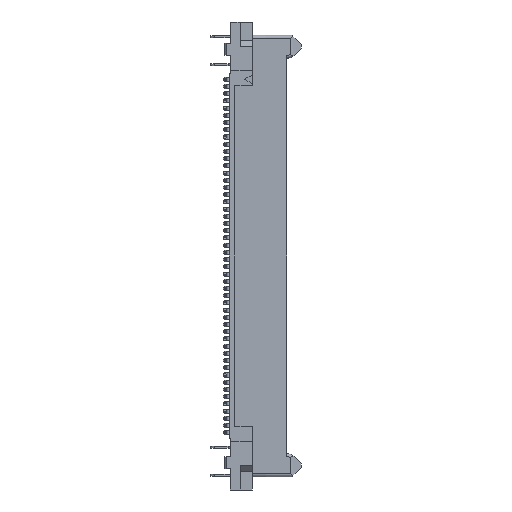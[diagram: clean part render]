
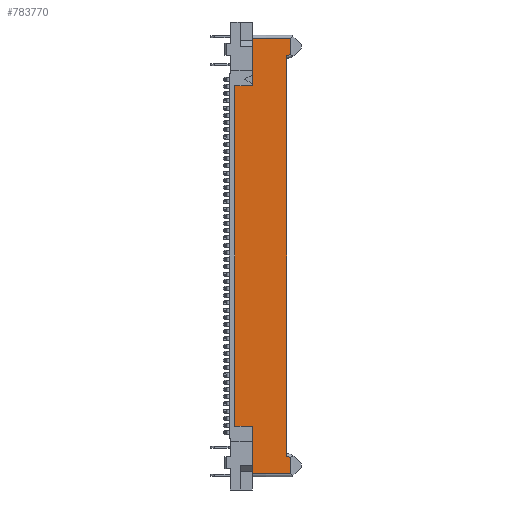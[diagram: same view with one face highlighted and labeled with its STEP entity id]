
A CAD part, left-side view. The second image highlights one B-rep face of the part: STEP entity #783770.
In plain terms, the highlighted planar face has unit normal (-1, 0, 0).
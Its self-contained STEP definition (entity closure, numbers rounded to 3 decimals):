
#247250=CARTESIAN_POINT('',(-5.948,7.255,
13.928));
#247260=VERTEX_POINT('',#247250);
#247620=CARTESIAN_POINT('',(-5.948,7.731,
13.812));
#247630=VERTEX_POINT('',#247620);
#247660=CARTESIAN_POINT('',(-5.948,15.72,
11.855));
#247670=DIRECTION('',(0.,0.971,
-0.238));
#247680=VECTOR('',#247670,1.);
#247690=LINE('',#247660,#247680);
#247700=EDGE_CURVE('',#247260,#247630,#247690,.T.);
#250410=CARTESIAN_POINT('',(-5.948,11.531,15.775));
#250420=VERTEX_POINT('',#250410);
#250520=CARTESIAN_POINT('',(-5.948,7.255,15.775));
#250530=VERTEX_POINT('',#250520);
#250560=CARTESIAN_POINT('',(-5.948,15.72,15.775));
#250570=DIRECTION('',(0.,-1.,0.));
#250580=VECTOR('',#250570,1.);
#250590=LINE('',#250560,#250580);
#250600=EDGE_CURVE('',#250420,#250530,#250590,.T.);
#250710=CARTESIAN_POINT('',(-5.948,7.255,
-8.8));
#250720=DIRECTION('',(0.,0.,1.));
#250730=VECTOR('',#250720,1.);
#250740=LINE('',#250710,#250730);
#250750=EDGE_CURVE('',#247260,#250530,#250740,.T.);
#252040=CARTESIAN_POINT('',(-5.948,7.731,
-30.612));
#252050=VERTEX_POINT('',#252040);
#252080=CARTESIAN_POINT('',(-5.948,7.731,21.6));
#252090=DIRECTION('',(0.,0.,1.));
#252100=VECTOR('',#252090,1.);
#252110=LINE('',#252080,#252100);
#252120=EDGE_CURVE('',#252050,#247630,#252110,.T.);
#261570=CARTESIAN_POINT('',(-5.948,13.481,10.5));
#261580=VERTEX_POINT('',#261570);
#261610=CARTESIAN_POINT('',(-5.948,13.481,
-12.8));
#261620=DIRECTION('',(0.,0.,-1.));
#261630=VECTOR('',#261620,1.);
#261640=LINE('',#261610,#261630);
#261650=CARTESIAN_POINT('',(-5.948,13.481,-27.3));
#261660=VERTEX_POINT('',#261650);
#261670=EDGE_CURVE('',#261580,#261660,#261640,.T.);
#556980=CARTESIAN_POINT('',(-5.948,11.531,-24.8));
#556990=DIRECTION('',(0.,0.,-1.));
#557000=VECTOR('',#556990,1.);
#557010=LINE('',#556980,#557000);
#557020=CARTESIAN_POINT('',(-5.948,11.531,10.5));
#557030=VERTEX_POINT('',#557020);
#557040=EDGE_CURVE('',#250420,#557030,#557010,.T.);
#717030=CARTESIAN_POINT('',(-5.948,7.255,
-30.728));
#717040=VERTEX_POINT('',#717030);
#717070=CARTESIAN_POINT('',(-5.948,15.72,
-28.655));
#717080=DIRECTION('',(0.,0.971,
0.238));
#717090=VECTOR('',#717080,1.);
#717100=LINE('',#717070,#717090);
#717110=EDGE_CURVE('',#717040,#252050,#717100,.T.);
#724180=CARTESIAN_POINT('',(-5.948,7.255,-32.575));
#724190=VERTEX_POINT('',#724180);
#724290=CARTESIAN_POINT('',(-5.948,11.531,-32.575));
#724300=VERTEX_POINT('',#724290);
#724330=CARTESIAN_POINT('',(-5.948,15.72,-32.575))
;
#724340=DIRECTION('',(0.,-1.,0.));
#724350=VECTOR('',#724340,1.);
#724360=LINE('',#724330,#724350);
#724370=EDGE_CURVE('',#724300,#724190,#724360,.T.);
#725700=CARTESIAN_POINT('',(-5.948,7.255,-24.8));
#725710=DIRECTION('',(0.,0.,1.));
#725720=VECTOR('',#725710,1.);
#725730=LINE('',#725700,#725720);
#725740=EDGE_CURVE('',#724190,#717040,#725730,.T.);
#782990=CARTESIAN_POINT('',(-5.948,11.531,-27.3));
#783000=VERTEX_POINT('',#782990);
#783010=EDGE_CURVE('',#783000,#724300,#557010,.T.);
#783420=CARTESIAN_POINT('',(-5.948,13.095,10.5));
#783430=DIRECTION('',(0.,-1.,0.));
#783440=VECTOR('',#783430,1.);
#783450=LINE('',#783420,#783440);
#783460=EDGE_CURVE('',#261580,#557030,#783450,.T.);
#783530=CARTESIAN_POINT('',(-5.948,13.781,
-8.4));
#783540=DIRECTION('',(-1.,-0.,-0.));
#783550=DIRECTION('',(0.,0.,-1.));
#783560=AXIS2_PLACEMENT_3D('',#783530,#783540,#783550);
#783570=PLANE('',#783560);
#783580=ORIENTED_EDGE('',*,*,#783460,.F.);
#783590=ORIENTED_EDGE('',*,*,#557040,.T.);
#783600=ORIENTED_EDGE('',*,*,#250600,.F.);
#783610=ORIENTED_EDGE('',*,*,#250750,.T.);
#783620=ORIENTED_EDGE('',*,*,#247700,.F.);
#783630=ORIENTED_EDGE('',*,*,#252120,.T.);
#783640=ORIENTED_EDGE('',*,*,#717110,.T.);
#783650=ORIENTED_EDGE('',*,*,#725740,.T.);
#783660=ORIENTED_EDGE('',*,*,#724370,.T.);
#783670=ORIENTED_EDGE('',*,*,#783010,.T.);
#783680=CARTESIAN_POINT('',(-5.948,13.095,-27.3));
#783690=DIRECTION('',(0.,-1.,0.));
#783700=VECTOR('',#783690,1.);
#783710=LINE('',#783680,#783700);
#783720=EDGE_CURVE('',#261660,#783000,#783710,.T.);
#783730=ORIENTED_EDGE('',*,*,#783720,.T.);
#783740=ORIENTED_EDGE('',*,*,#261670,.T.);
#783750=EDGE_LOOP('',(#783740,#783730,#783670,#783660,#783650,#783640,
#783630,#783620,#783610,#783600,#783590,#783580));
#783760=FACE_OUTER_BOUND('',#783750,.T.);
#783770=ADVANCED_FACE('',(#783760),#783570,.T.);
